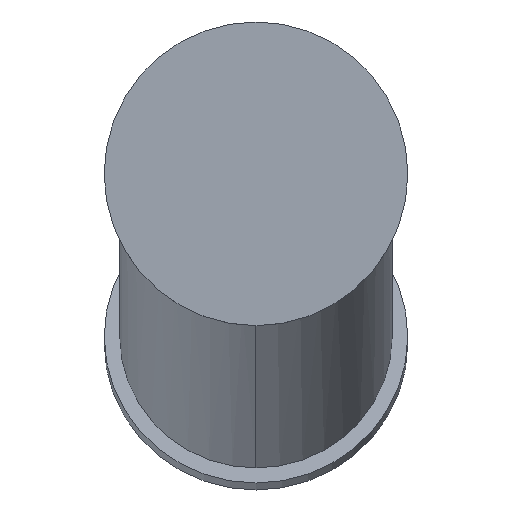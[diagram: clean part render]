
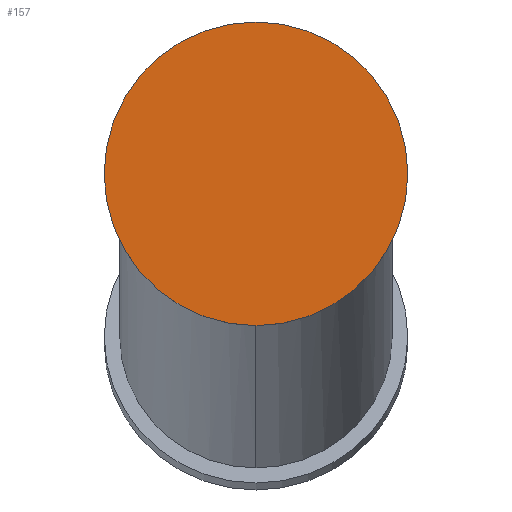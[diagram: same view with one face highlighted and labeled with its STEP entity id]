
A CAD part, top view. The second image highlights one B-rep face of the part: STEP entity #157.
In plain terms, the highlighted planar face has unit normal (0, 0, 1).
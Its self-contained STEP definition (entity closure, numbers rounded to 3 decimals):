
#29 = VERTEX_POINT ( 'NONE', #1225 ) ;
#89 = CIRCLE ( 'NONE', #285, 170. ) ;
#157 = ADVANCED_FACE ( 'Defeatured_0_12', ( #2220 ), #565, .T. ) ;
#253 = AXIS2_PLACEMENT_3D ( 'NONE', #304, #1204, #2029 ) ;
#283 = EDGE_LOOP ( 'NONE', ( #2207, #1214 ) ) ;
#285 = AXIS2_PLACEMENT_3D ( 'NONE', #1560, #2077, #1739 ) ;
#304 = CARTESIAN_POINT ( 'NONE',  ( 0., 0., 30. ) ) ;
#391 = EDGE_CURVE ( 'Defeatured_0_12+Defeatured_0_1+Defeatured_0_1+Defeatured_0_1', #29, #1912, #89, .T. ) ;
#556 = EDGE_CURVE ( 'Defeatured_0_12+Defeatured_0_1+Defeatured_0_1+Defeatured_0_1', #1912, #29, #681, .T. ) ;
#565 = PLANE ( 'NONE',  #782 ) ;
#681 = CIRCLE ( 'NONE', #253, 170. ) ;
#733 = CARTESIAN_POINT ( 'NONE',  ( 0., 0., 30. ) ) ;
#782 = AXIS2_PLACEMENT_3D ( 'NONE', #733, #928, #1831 ) ;
#928 = DIRECTION ( 'NONE',  ( 0., 0., 1. ) ) ;
#1049 = CARTESIAN_POINT ( 'NONE',  ( 170., 0., 30. ) ) ;
#1204 = DIRECTION ( 'NONE',  ( 0., 0., 1. ) ) ;
#1214 = ORIENTED_EDGE ( 'NONE', *, *, #556, .T. ) ;
#1225 = CARTESIAN_POINT ( 'NONE',  ( -170., 0., 30. ) ) ;
#1560 = CARTESIAN_POINT ( 'NONE',  ( 0., 0., 30. ) ) ;
#1739 = DIRECTION ( 'NONE',  ( -1., 0., 0. ) ) ;
#1831 = DIRECTION ( 'NONE',  ( -1., 0., 0. ) ) ;
#1912 = VERTEX_POINT ( 'NONE', #1049 ) ;
#2029 = DIRECTION ( 'NONE',  ( -1., 0., 0. ) ) ;
#2077 = DIRECTION ( 'NONE',  ( 0., 0., 1. ) ) ;
#2207 = ORIENTED_EDGE ( 'NONE', *, *, #391, .T. ) ;
#2220 = FACE_OUTER_BOUND ( 'NONE', #283, .T. ) ;
